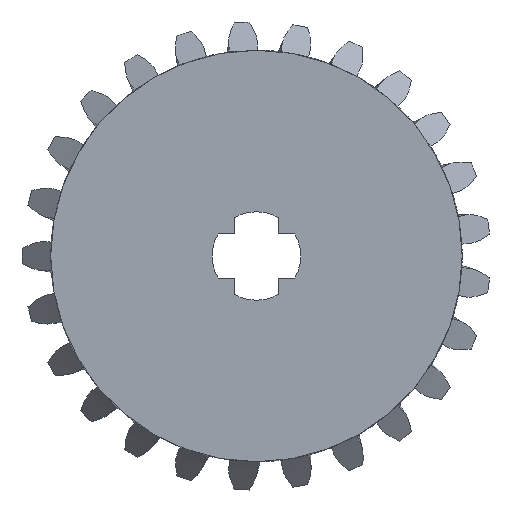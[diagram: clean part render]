
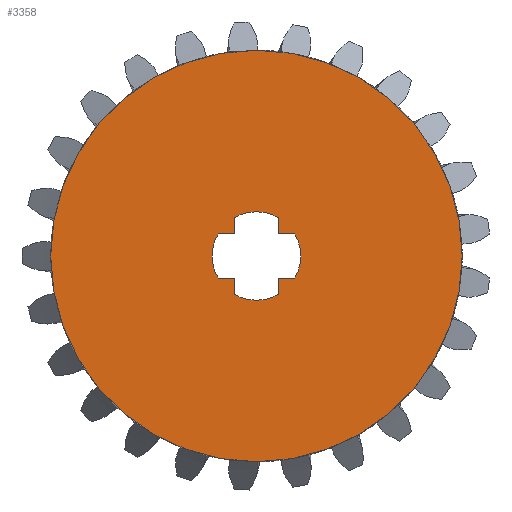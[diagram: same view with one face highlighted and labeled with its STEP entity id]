
A CAD part, left-side view. The second image highlights one B-rep face of the part: STEP entity #3358.
In plain terms, the highlighted planar face has unit normal (-1, 0, 0).
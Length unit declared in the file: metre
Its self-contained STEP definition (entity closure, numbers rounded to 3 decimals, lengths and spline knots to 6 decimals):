
#25=LINE('',#18161,#53);
#26=LINE('',#18164,#54);
#27=LINE('',#18168,#55);
#28=LINE('',#18170,#56);
#29=LINE('',#18174,#57);
#30=LINE('',#18176,#58);
#31=LINE('',#18180,#59);
#32=LINE('',#18182,#60);
#53=VECTOR('',#3809,1.);
#54=VECTOR('',#3810,1.);
#55=VECTOR('',#3813,1.);
#56=VECTOR('',#3814,1.);
#57=VECTOR('',#3817,1.);
#58=VECTOR('',#3818,1.);
#59=VECTOR('',#3821,1.);
#60=VECTOR('',#3822,1.);
#74=PLANE('',#3520);
#1588=ORIENTED_EDGE('',*,*,#2229,.F.);
#1589=ORIENTED_EDGE('',*,*,#2230,.F.);
#1590=ORIENTED_EDGE('',*,*,#2231,.F.);
#1591=ORIENTED_EDGE('',*,*,#2232,.T.);
#1592=ORIENTED_EDGE('',*,*,#2233,.F.);
#1593=ORIENTED_EDGE('',*,*,#2234,.F.);
#1594=ORIENTED_EDGE('',*,*,#2235,.T.);
#1595=ORIENTED_EDGE('',*,*,#2236,.T.);
#1596=ORIENTED_EDGE('',*,*,#2237,.F.);
#1597=ORIENTED_EDGE('',*,*,#2238,.F.);
#1598=ORIENTED_EDGE('',*,*,#2239,.T.);
#1599=ORIENTED_EDGE('',*,*,#2240,.F.);
#1600=ORIENTED_EDGE('',*,*,#2241,.T.);
#2229=EDGE_CURVE('',#2573,#2574,#25,.T.);
#2230=EDGE_CURVE('',#2575,#2573,#26,.T.);
#2231=EDGE_CURVE('',#2576,#2575,#2648,.T.);
#2232=EDGE_CURVE('',#2576,#2577,#27,.T.);
#2233=EDGE_CURVE('',#2578,#2577,#28,.T.);
#2234=EDGE_CURVE('',#2579,#2578,#2649,.T.);
#2235=EDGE_CURVE('',#2579,#2580,#29,.T.);
#2236=EDGE_CURVE('',#2580,#2581,#30,.T.);
#2237=EDGE_CURVE('',#2582,#2581,#2650,.T.);
#2238=EDGE_CURVE('',#2583,#2582,#31,.T.);
#2239=EDGE_CURVE('',#2583,#2584,#32,.T.);
#2240=EDGE_CURVE('',#2574,#2584,#2651,.T.);
#2241=EDGE_CURVE('',#2585,#2585,#2652,.T.);
#2573=VERTEX_POINT('',#18162);
#2574=VERTEX_POINT('',#18163);
#2575=VERTEX_POINT('',#18165);
#2576=VERTEX_POINT('',#18167);
#2577=VERTEX_POINT('',#18169);
#2578=VERTEX_POINT('',#18171);
#2579=VERTEX_POINT('',#18173);
#2580=VERTEX_POINT('',#18175);
#2581=VERTEX_POINT('',#18177);
#2582=VERTEX_POINT('',#18179);
#2583=VERTEX_POINT('',#18181);
#2584=VERTEX_POINT('',#18183);
#2585=VERTEX_POINT('',#18186);
#2648=CIRCLE('',#3521,0.0025);
#2649=CIRCLE('',#3522,0.0025);
#2650=CIRCLE('',#3523,0.0025);
#2651=CIRCLE('',#3524,0.0025);
#2652=CIRCLE('',#3525,0.011616);
#2848=EDGE_LOOP('',(#1588,#1589,#1590,#1591,#1592,#1593,#1594,#1595,#1596,
#1597,#1598,#1599));
#2849=EDGE_LOOP('',(#1600));
#3066=FACE_BOUND('',#2848,.T.);
#3067=FACE_BOUND('',#2849,.T.);
#3358=ADVANCED_FACE('',(#3066,#3067),#74,.F.);
#3520=AXIS2_PLACEMENT_3D('',#18160,#3807,#3808);
#3521=AXIS2_PLACEMENT_3D('',#18166,#3811,#3812);
#3522=AXIS2_PLACEMENT_3D('',#18172,#3815,#3816);
#3523=AXIS2_PLACEMENT_3D('',#18178,#3819,#3820);
#3524=AXIS2_PLACEMENT_3D('',#18184,#3823,#3824);
#3525=AXIS2_PLACEMENT_3D('',#18185,#3825,#3826);
#3807=DIRECTION('',(1.,0.,0.));
#3808=DIRECTION('',(0.,0.,-1.));
#3809=DIRECTION('',(0.,1.,0.));
#3810=DIRECTION('',(0.,0.,-1.));
#3811=DIRECTION('',(-1.,0.,0.));
#3812=DIRECTION('',(0.,0.,1.));
#3813=DIRECTION('',(0.,0.,-1.));
#3814=DIRECTION('',(0.,1.,0.));
#3815=DIRECTION('',(-1.,0.,0.));
#3816=DIRECTION('',(0.,0.,1.));
#3817=DIRECTION('',(0.,1.,0.));
#3818=DIRECTION('',(0.,0.,-1.));
#3819=DIRECTION('',(-1.,0.,0.));
#3820=DIRECTION('',(0.,0.,1.));
#3821=DIRECTION('',(0.,0.,-1.));
#3822=DIRECTION('',(0.,1.,0.));
#3823=DIRECTION('',(-1.,0.,0.));
#3824=DIRECTION('',(0.,0.,1.));
#3825=DIRECTION('',(-1.,0.,0.));
#3826=DIRECTION('',(0.,0.,1.));
#18160=CARTESIAN_POINT('',(-0.014384,-0.008576,0.));
#18161=CARTESIAN_POINT('',(-0.014384,-0.012676,0.00125));
#18162=CARTESIAN_POINT('',(-0.014384,-0.013134,0.00125));
#18163=CARTESIAN_POINT('',(-0.014384,-0.012219,0.00125));
#18164=CARTESIAN_POINT('',(-0.014384,-0.013134,0.001708));
#18165=CARTESIAN_POINT('',(-0.014384,-0.013134,0.002165));
#18166=CARTESIAN_POINT('',(-0.014384,-0.014384,0.));
#18167=CARTESIAN_POINT('',(-0.014384,-0.015634,0.002165));
#18168=CARTESIAN_POINT('',(-0.014384,-0.015634,0.001708));
#18169=CARTESIAN_POINT('',(-0.014384,-0.015634,0.00125));
#18170=CARTESIAN_POINT('',(-0.014384,-0.016091,0.00125));
#18171=CARTESIAN_POINT('',(-0.014384,-0.016549,0.00125));
#18172=CARTESIAN_POINT('',(-0.014384,-0.014384,0.));
#18173=CARTESIAN_POINT('',(-0.014384,-0.016549,-0.00125));
#18174=CARTESIAN_POINT('',(-0.014384,-0.016091,-0.00125));
#18175=CARTESIAN_POINT('',(-0.014384,-0.015634,-0.00125));
#18176=CARTESIAN_POINT('',(-0.014384,-0.015634,-0.001708));
#18177=CARTESIAN_POINT('',(-0.014384,-0.015634,-0.002165));
#18178=CARTESIAN_POINT('',(-0.014384,-0.014384,0.));
#18179=CARTESIAN_POINT('',(-0.014384,-0.013134,-0.002165));
#18180=CARTESIAN_POINT('',(-0.014384,-0.013134,-0.001708));
#18181=CARTESIAN_POINT('',(-0.014384,-0.013134,-0.00125));
#18182=CARTESIAN_POINT('',(-0.014384,-0.012676,-0.00125));
#18183=CARTESIAN_POINT('',(-0.014384,-0.012219,-0.00125));
#18184=CARTESIAN_POINT('',(-0.014384,-0.014384,0.));
#18185=CARTESIAN_POINT('',(-0.014384,-0.014384,0.));
#18186=CARTESIAN_POINT('',(-0.014384,-0.014384,0.011616));
